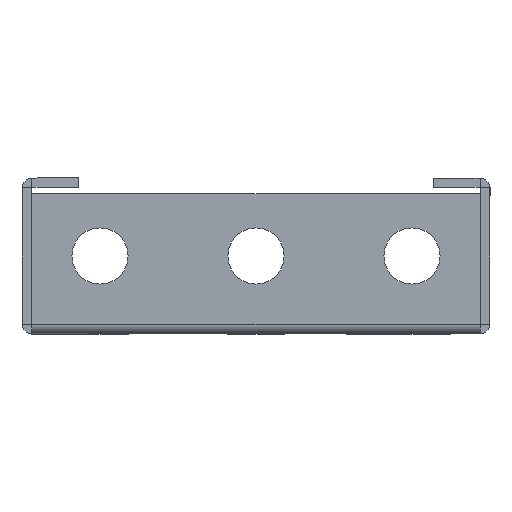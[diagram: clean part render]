
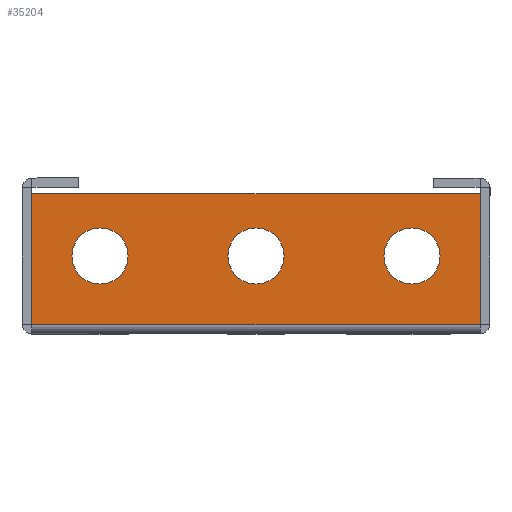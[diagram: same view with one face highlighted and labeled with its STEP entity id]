
A CAD part, left-side view. The second image highlights one B-rep face of the part: STEP entity #35204.
In plain terms, the highlighted planar face has unit normal (-1, 0, 0).
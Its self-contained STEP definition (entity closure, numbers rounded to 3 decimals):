
#3409 = PLANE ( 'NONE',  #13188 ) ;
#3410 = CARTESIAN_POINT ( 'NONE',  ( -649.5, 35.9, 1.5 ) ) ;
#3413 = DIRECTION ( 'NONE',  ( 1., 0., 0. ) ) ;
#3415 = DIRECTION ( 'NONE',  ( 0., 0., -1. ) ) ;
#6420 = CARTESIAN_POINT ( 'NONE',  ( -649.5, 35.9, 1.6 ) ) ;
#6421 = DIRECTION ( 'NONE',  ( 0., 1., 0. ) ) ;
#6422 = CARTESIAN_POINT ( 'NONE',  ( -649.5, 35.9, 1.5 ) ) ;
#6424 = CARTESIAN_POINT ( 'NONE',  ( -649.5, -25., 12.5 ) ) ;
#6425 = CARTESIAN_POINT ( 'NONE',  ( -649.5, -35.9, 22.5 ) ) ;
#6426 = DIRECTION ( 'NONE',  ( 0., 0., 1. ) ) ;
#6427 = CARTESIAN_POINT ( 'NONE',  ( -649.5, 25., 12.5 ) ) ;
#6428 = DIRECTION ( 'NONE',  ( 0., 0., -1. ) ) ;
#6435 = CARTESIAN_POINT ( 'NONE',  ( -649.5, 35.9, 22.5 ) ) ;
#6436 = DIRECTION ( 'NONE',  ( 0., 1., 0. ) ) ;
#6437 = CARTESIAN_POINT ( 'NONE',  ( -649.5, 0., 12.5 ) ) ;
#6438 = DIRECTION ( 'NONE',  ( 1., 0., 0. ) ) ;
#6439 = DIRECTION ( 'NONE',  ( 0., 0., -1. ) ) ;
#6441 = DIRECTION ( 'NONE',  ( 1., 0., 0. ) ) ;
#6442 = DIRECTION ( 'NONE',  ( 0., 0., 1. ) ) ;
#6443 = DIRECTION ( 'NONE',  ( 1., 0., 0. ) ) ;
#6444 = DIRECTION ( 'NONE',  ( 0., 0., -1. ) ) ;
#7360 = LINE ( 'NONE', #6420, #7361 ) ;
#7361 = VECTOR ( 'NONE', #6421, 1000. ) ;
#7363 = LINE ( 'NONE', #6422, #7369 ) ;
#7367 = LINE ( 'NONE', #6425, #7368 ) ;
#7368 = VECTOR ( 'NONE', #6426, 1000. ) ;
#7369 = VECTOR ( 'NONE', #6428, 1000. ) ;
#7376 = LINE ( 'NONE', #6435, #7377 ) ;
#7377 = VECTOR ( 'NONE', #6436, 1000. ) ;
#7379 = CIRCLE ( 'NONE', #52238, 4.5 ) ;
#7380 = CIRCLE ( 'NONE', #52249, 4.5 ) ;
#7381 = CIRCLE ( 'NONE', #52250, 4.5 ) ;
#11554 = CARTESIAN_POINT ( 'NONE',  ( -649.5, -25., 17. ) ) ;
#11555 = CARTESIAN_POINT ( 'NONE',  ( -649.5, -25., 8. ) ) ;
#12736 = FACE_BOUND ( 'NONE', #39034, .T. ) ;
#12747 = FACE_BOUND ( 'NONE', #39031, .T. ) ;
#12751 = FACE_BOUND ( 'NONE', #39030, .T. ) ;
#12754 = FACE_OUTER_BOUND ( 'NONE', #39029, .T. ) ;
#12818 = EDGE_CURVE ( 'NONE', #53137, #53138, #26232, .T. ) ;
#12822 = EDGE_CURVE ( 'NONE', #32302, #32274, #26239, .T. ) ;
#12832 = EDGE_CURVE ( 'NONE', #32056, #32076, #26253, .T. ) ;
#13188 = AXIS2_PLACEMENT_3D ( 'NONE', #3410, #3413, #3415 ) ;
#13860 = CARTESIAN_POINT ( 'NONE',  ( -649.5, -35.9, 1.6 ) ) ;
#13861 = CARTESIAN_POINT ( 'NONE',  ( -649.5, 35.9, 1.6 ) ) ;
#13864 = CARTESIAN_POINT ( 'NONE',  ( -649.5, -35.9, 22.5 ) ) ;
#13865 = CARTESIAN_POINT ( 'NONE',  ( -649.5, 35.9, 22.5 ) ) ;
#16334 = CARTESIAN_POINT ( 'NONE',  ( -649.5, 25., 17. ) ) ;
#16346 = CARTESIAN_POINT ( 'NONE',  ( -649.5, 25., 8. ) ) ;
#16473 = CARTESIAN_POINT ( 'NONE',  ( -649.5, 0., 8. ) ) ;
#16502 = CARTESIAN_POINT ( 'NONE',  ( -649.5, 0., 17. ) ) ;
#19267 = CARTESIAN_POINT ( 'NONE',  ( -649.5, 0., 12.5 ) ) ;
#19269 = DIRECTION ( 'NONE',  ( 1., 0., 0. ) ) ;
#19271 = DIRECTION ( 'NONE',  ( 0., 0., -1. ) ) ;
#19314 = CARTESIAN_POINT ( 'NONE',  ( -649.5, 25., 12.5 ) ) ;
#19316 = DIRECTION ( 'NONE',  ( 1., 0., 0. ) ) ;
#19318 = DIRECTION ( 'NONE',  ( 0., 0., -1. ) ) ;
#25670 = AXIS2_PLACEMENT_3D ( 'NONE', #27731, #27737, #27739 ) ;
#25672 = AXIS2_PLACEMENT_3D ( 'NONE', #19267, #19269, #19271 ) ;
#25677 = AXIS2_PLACEMENT_3D ( 'NONE', #19314, #19316, #19318 ) ;
#26232 = CIRCLE ( 'NONE', #25670, 4.5 ) ;
#26239 = CIRCLE ( 'NONE', #25672, 4.5 ) ;
#26253 = CIRCLE ( 'NONE', #25677, 4.5 ) ;
#27731 = CARTESIAN_POINT ( 'NONE',  ( -649.5, -25., 12.5 ) ) ;
#27737 = DIRECTION ( 'NONE',  ( 1., 0., 0. ) ) ;
#27739 = DIRECTION ( 'NONE',  ( 0., 0., 1. ) ) ;
#32056 = VERTEX_POINT ( 'NONE', #16334 ) ;
#32076 = VERTEX_POINT ( 'NONE', #16346 ) ;
#32274 = VERTEX_POINT ( 'NONE', #16473 ) ;
#32302 = VERTEX_POINT ( 'NONE', #16502 ) ;
#33216 = VERTEX_POINT ( 'NONE', #13860 ) ;
#33217 = VERTEX_POINT ( 'NONE', #13861 ) ;
#33220 = VERTEX_POINT ( 'NONE', #13864 ) ;
#33221 = VERTEX_POINT ( 'NONE', #13865 ) ;
#35204 = ADVANCED_FACE ( 'NONE', ( #12736, #12747, #12751, #12754 ), #3409, .F. ) ;
#39029 = EDGE_LOOP ( 'NONE', ( #41888, #41889, #41890, #41891 ) ) ;
#39030 = EDGE_LOOP ( 'NONE', ( #41886, #41887 ) ) ;
#39031 = EDGE_LOOP ( 'NONE', ( #41884, #41885 ) ) ;
#39034 = EDGE_LOOP ( 'NONE', ( #41882, #41883 ) ) ;
#41882 = ORIENTED_EDGE ( 'NONE', *, *, #45770, .T. ) ;
#41883 = ORIENTED_EDGE ( 'NONE', *, *, #12818, .T. ) ;
#41884 = ORIENTED_EDGE ( 'NONE', *, *, #45771, .T. ) ;
#41885 = ORIENTED_EDGE ( 'NONE', *, *, #12822, .T. ) ;
#41886 = ORIENTED_EDGE ( 'NONE', *, *, #45769, .T. ) ;
#41887 = ORIENTED_EDGE ( 'NONE', *, *, #12832, .T. ) ;
#41888 = ORIENTED_EDGE ( 'NONE', *, *, #45761, .F. ) ;
#41889 = ORIENTED_EDGE ( 'NONE', *, *, #45763, .T. ) ;
#41890 = ORIENTED_EDGE ( 'NONE', *, *, #45768, .T. ) ;
#41891 = ORIENTED_EDGE ( 'NONE', *, *, #45764, .T. ) ;
#45761 = EDGE_CURVE ( 'NONE', #33216, #33217, #7360, .T. ) ;
#45763 = EDGE_CURVE ( 'NONE', #33216, #33220, #7367, .T. ) ;
#45764 = EDGE_CURVE ( 'NONE', #33221, #33217, #7363, .T. ) ;
#45768 = EDGE_CURVE ( 'NONE', #33220, #33221, #7376, .T. ) ;
#45769 = EDGE_CURVE ( 'NONE', #32076, #32056, #7379, .T. ) ;
#45770 = EDGE_CURVE ( 'NONE', #53138, #53137, #7380, .T. ) ;
#45771 = EDGE_CURVE ( 'NONE', #32274, #32302, #7381, .T. ) ;
#52238 = AXIS2_PLACEMENT_3D ( 'NONE', #6427, #6438, #6439 ) ;
#52249 = AXIS2_PLACEMENT_3D ( 'NONE', #6424, #6441, #6442 ) ;
#52250 = AXIS2_PLACEMENT_3D ( 'NONE', #6437, #6443, #6444 ) ;
#53137 = VERTEX_POINT ( 'NONE', #11554 ) ;
#53138 = VERTEX_POINT ( 'NONE', #11555 ) ;
